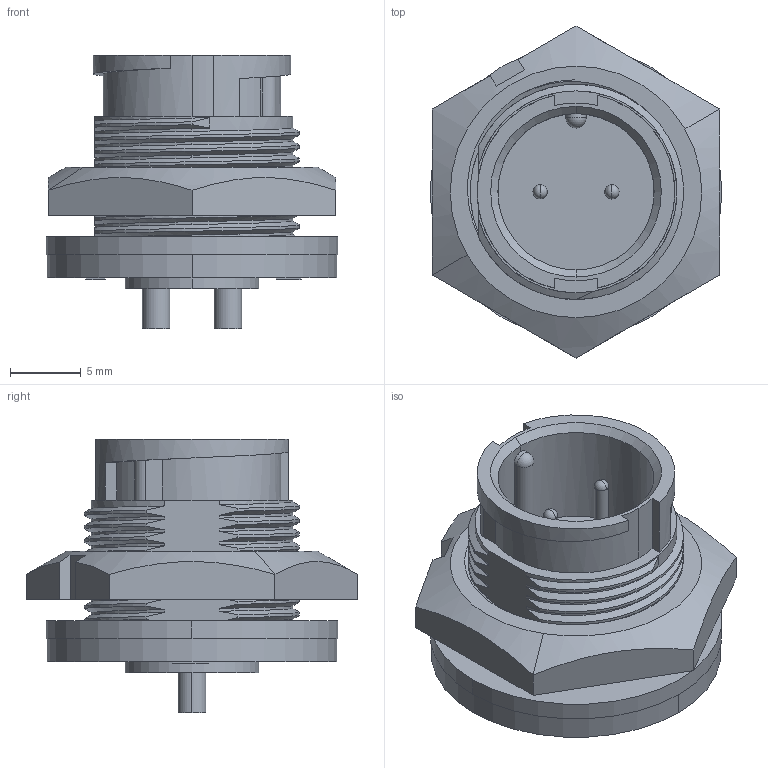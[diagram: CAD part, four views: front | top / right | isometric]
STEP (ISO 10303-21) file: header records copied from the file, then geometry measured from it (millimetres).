
FILE_DESCRIPTION (( 'STEP AP203' ), '1' );
FILE_NAME ('7280-2PG-300.STEP', '2013-10-08T20:44:36', ( '21FPBF1' ), ( 'Conxall' ), 'SwSTEP 2.0', 'SolidWorks 2012', '' );
FILE_SCHEMA (( 'CONFIG_CONTROL_DESIGN' ));
Length unit declared in the file: inch
Products named in the file (1): 7280-2PG-300
Bounding box: 20.62 x 23.46 x 19.34 mm (x, y, z)
Volume: 2849.9 mm3; surface area: 2764.9 mm2
Topology: 1 solids, 1 shells, 172 faces, 499 edges, 331 vertices
Faces by surface type: cylinder 74, plane 54, bspline 35, sphere 5, cone 4
Entity records: 12500 total; most frequent: CARTESIAN_POINT 8477, ORIENTED_EDGE 994, DIRECTION 622, EDGE_CURVE 497, VERTEX_POINT 330, LINE 216, VECTOR 216, AXIS2_PLACEMENT_3D 203
